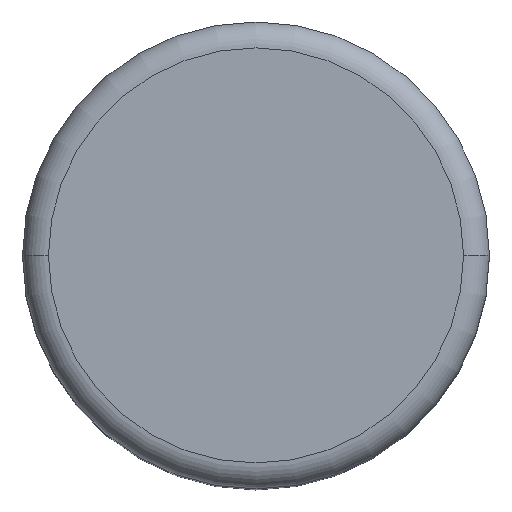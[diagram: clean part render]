
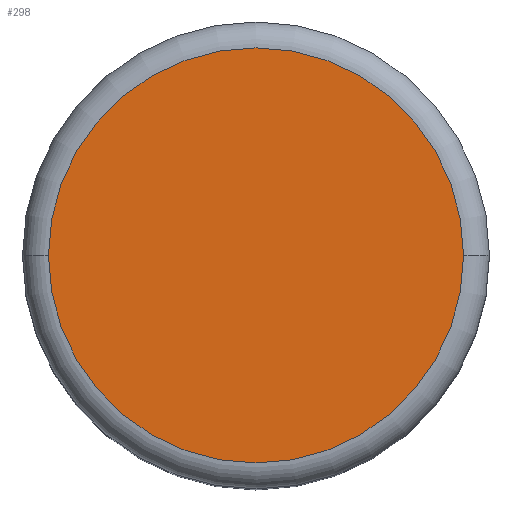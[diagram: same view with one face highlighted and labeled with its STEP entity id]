
A CAD part, top view. The second image highlights one B-rep face of the part: STEP entity #298.
In plain terms, the highlighted planar face has unit normal (0, 0, 1).
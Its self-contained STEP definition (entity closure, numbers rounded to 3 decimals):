
#18=CARTESIAN_POINT('',(0.,0.,0.));
#19=DIRECTION('',(0.,0.,1.));
#20=DIRECTION('',(-1.,0.,0.));
#21=AXIS2_PLACEMENT_3D('',#18,#19,#20);
#27=CARTESIAN_POINT('',(0.,0.,0.));
#28=DIRECTION('',(0.,0.,1.));
#29=DIRECTION('',(1.,0.,0.));
#30=AXIS2_PLACEMENT_3D('',#27,#28,#29);
#271=CARTESIAN_POINT('',(-8.,0.,0.));
#272=CARTESIAN_POINT('',(8.,0.,0.));
#273=VERTEX_POINT('',#271);
#274=VERTEX_POINT('',#272);
#287=CARTESIAN_POINT('',(0.,0.,0.));
#288=DIRECTION('',(0.,0.,1.));
#289=DIRECTION('',(1.,0.,0.));
#290=AXIS2_PLACEMENT_3D('',#287,#288,#289);
#291=PLANE('',#290);
#293=ORIENTED_EDGE('',*,*,#292,.F.);
#295=ORIENTED_EDGE('',*,*,#294,.F.);
#296=EDGE_LOOP('',(#293,#295));
#297=FACE_OUTER_BOUND('',#296,.F.);
#298=ADVANCED_FACE('',(#297),#291,.T.);
#22=CIRCLE('',#21,8.);
#31=CIRCLE('',#30,8.);
#292=EDGE_CURVE('',#273,#274,#22,.T.);
#294=EDGE_CURVE('',#274,#273,#31,.T.);
